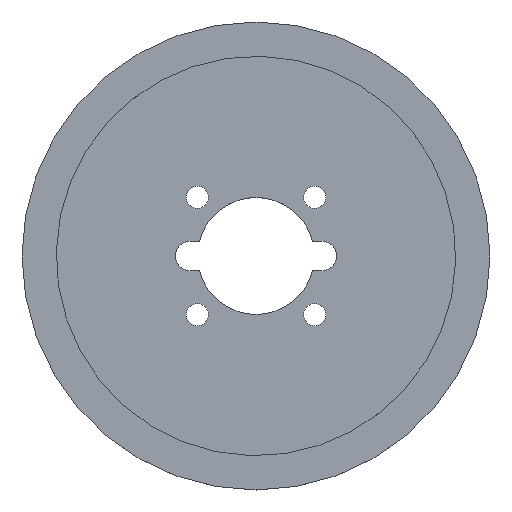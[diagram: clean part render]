
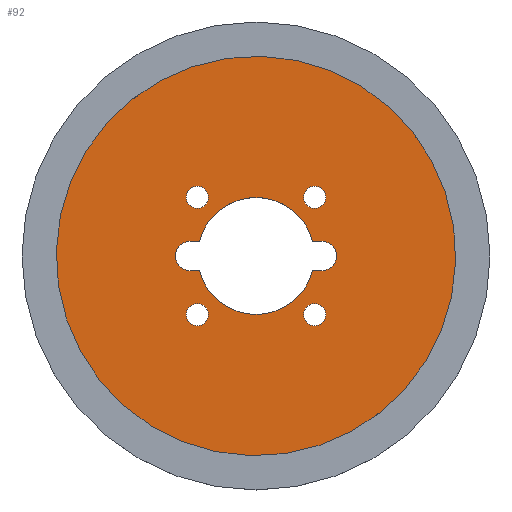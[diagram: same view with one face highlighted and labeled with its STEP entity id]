
A CAD part, top view. The second image highlights one B-rep face of the part: STEP entity #92.
In plain terms, the highlighted planar face has unit normal (0, 0, 1).
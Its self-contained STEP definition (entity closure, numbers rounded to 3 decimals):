
#51=PLANE('',#421);
#62=LINE('',#603,#78);
#63=LINE('',#608,#79);
#64=LINE('',#612,#80);
#65=LINE('',#616,#81);
#78=VECTOR('',#490,1.);
#79=VECTOR('',#493,1.);
#80=VECTOR('',#496,1.);
#81=VECTOR('',#499,1.);
#92=ADVANCED_FACE('',(#131,#132,#133,#134,#135,#136),#51,.F.);
#131=FACE_BOUND('',#165,.T.);
#132=FACE_BOUND('',#166,.T.);
#133=FACE_BOUND('',#167,.T.);
#134=FACE_BOUND('',#168,.T.);
#135=FACE_BOUND('',#169,.T.);
#136=FACE_BOUND('',#170,.T.);
#165=EDGE_LOOP('',(#214));
#166=EDGE_LOOP('',(#215));
#167=EDGE_LOOP('',(#216));
#168=EDGE_LOOP('',(#217));
#169=EDGE_LOOP('',(#218));
#170=EDGE_LOOP('',(#219,#220,#221,#222,#223,#224,#225,#226));
#214=ORIENTED_EDGE('',*,*,#312,.F.);
#215=ORIENTED_EDGE('',*,*,#325,.T.);
#216=ORIENTED_EDGE('',*,*,#326,.T.);
#217=ORIENTED_EDGE('',*,*,#327,.T.);
#218=ORIENTED_EDGE('',*,*,#328,.T.);
#219=ORIENTED_EDGE('',*,*,#329,.F.);
#220=ORIENTED_EDGE('',*,*,#330,.T.);
#221=ORIENTED_EDGE('',*,*,#331,.F.);
#222=ORIENTED_EDGE('',*,*,#332,.T.);
#223=ORIENTED_EDGE('',*,*,#333,.T.);
#224=ORIENTED_EDGE('',*,*,#334,.T.);
#225=ORIENTED_EDGE('',*,*,#335,.F.);
#226=ORIENTED_EDGE('',*,*,#336,.T.);
#280=VERTEX_POINT('',#568);
#293=VERTEX_POINT('',#596);
#294=VERTEX_POINT('',#598);
#295=VERTEX_POINT('',#600);
#296=VERTEX_POINT('',#602);
#297=VERTEX_POINT('',#604);
#298=VERTEX_POINT('',#605);
#299=VERTEX_POINT('',#607);
#300=VERTEX_POINT('',#609);
#301=VERTEX_POINT('',#611);
#302=VERTEX_POINT('',#613);
#303=VERTEX_POINT('',#615);
#304=VERTEX_POINT('',#617);
#312=EDGE_CURVE('',#280,#280,#352,.T.);
#325=EDGE_CURVE('',#293,#293,#361,.T.);
#326=EDGE_CURVE('',#294,#294,#362,.T.);
#327=EDGE_CURVE('',#295,#295,#363,.T.);
#328=EDGE_CURVE('',#296,#296,#364,.T.);
#329=EDGE_CURVE('',#297,#298,#62,.T.);
#330=EDGE_CURVE('',#297,#299,#365,.T.);
#331=EDGE_CURVE('',#300,#299,#63,.T.);
#332=EDGE_CURVE('',#300,#301,#366,.T.);
#333=EDGE_CURVE('',#301,#302,#64,.T.);
#334=EDGE_CURVE('',#302,#303,#367,.T.);
#335=EDGE_CURVE('',#304,#303,#65,.T.);
#336=EDGE_CURVE('',#304,#298,#368,.T.);
#352=CIRCLE('',#402,62.3);
#361=CIRCLE('',#413,3.);
#362=CIRCLE('',#414,3.);
#363=CIRCLE('',#415,3.);
#364=CIRCLE('',#416,3.);
#365=CIRCLE('',#417,3.963);
#366=CIRCLE('',#418,15.881);
#367=CIRCLE('',#419,3.963);
#368=CIRCLE('',#420,15.881);
#402=AXIS2_PLACEMENT_3D('',#567,#456,#457);
#413=AXIS2_PLACEMENT_3D('',#595,#482,#483);
#414=AXIS2_PLACEMENT_3D('',#597,#484,#485);
#415=AXIS2_PLACEMENT_3D('',#599,#486,#487);
#416=AXIS2_PLACEMENT_3D('',#601,#488,#489);
#417=AXIS2_PLACEMENT_3D('',#606,#491,#492);
#418=AXIS2_PLACEMENT_3D('',#610,#494,#495);
#419=AXIS2_PLACEMENT_3D('',#614,#497,#498);
#420=AXIS2_PLACEMENT_3D('',#618,#500,#501);
#421=AXIS2_PLACEMENT_3D('',#619,#502,#503);
#456=DIRECTION('',(0.,0.,-1.));
#457=DIRECTION('',(-1.,0.,0.));
#482=DIRECTION('',(0.,0.,-1.));
#483=DIRECTION('',(0.,-1.,0.));
#484=DIRECTION('',(0.,0.,-1.));
#485=DIRECTION('',(0.,-1.,0.));
#486=DIRECTION('',(0.,0.,-1.));
#487=DIRECTION('',(0.,-1.,0.));
#488=DIRECTION('',(0.,0.,-1.));
#489=DIRECTION('',(0.,-1.,0.));
#490=DIRECTION('',(-1.,0.,0.));
#491=DIRECTION('',(0.,0.,-1.));
#492=DIRECTION('',(0.,-1.,0.));
#493=DIRECTION('',(1.,0.,0.));
#494=DIRECTION('',(0.,0.,-1.));
#495=DIRECTION('',(0.,-1.,0.));
#496=DIRECTION('',(-1.,0.,0.));
#497=DIRECTION('',(0.,0.,-1.));
#498=DIRECTION('',(0.,-1.,0.));
#499=DIRECTION('',(-1.,0.,0.));
#500=DIRECTION('',(0.,0.,-1.));
#501=DIRECTION('',(0.,-1.,0.));
#502=DIRECTION('',(0.,0.,-1.));
#503=DIRECTION('',(0.,-1.,0.));
#567=CARTESIAN_POINT('',(0.,0.,0.));
#568=CARTESIAN_POINT('',(-62.3,0.,0.));
#595=CARTESIAN_POINT('',(15.91,15.91,0.));
#596=CARTESIAN_POINT('',(15.91,12.91,0.));
#597=CARTESIAN_POINT('',(-15.91,15.91,0.));
#598=CARTESIAN_POINT('',(-15.91,12.91,0.));
#599=CARTESIAN_POINT('',(-15.91,-15.91,0.));
#600=CARTESIAN_POINT('',(-15.91,-18.91,0.));
#601=CARTESIAN_POINT('',(15.91,-15.91,0.));
#602=CARTESIAN_POINT('',(15.91,-18.91,0.));
#603=CARTESIAN_POINT('',(0.,3.962,0.));
#604=CARTESIAN_POINT('',(17.906,3.963,0.));
#605=CARTESIAN_POINT('',(15.379,3.962,0.));
#606=CARTESIAN_POINT('',(17.906,0.,0.));
#607=CARTESIAN_POINT('',(17.906,-3.963,0.));
#608=CARTESIAN_POINT('',(0.,-3.963,0.));
#609=CARTESIAN_POINT('',(15.379,-3.962,0.));
#610=CARTESIAN_POINT('',(0.,0.,0.));
#611=CARTESIAN_POINT('',(-15.379,-3.963,0.));
#612=CARTESIAN_POINT('',(0.,-3.963,0.));
#613=CARTESIAN_POINT('',(-17.906,-3.963,0.));
#614=CARTESIAN_POINT('',(-17.906,0.,0.));
#615=CARTESIAN_POINT('',(-17.906,3.963,0.));
#616=CARTESIAN_POINT('',(0.,3.963,0.));
#617=CARTESIAN_POINT('',(-15.379,3.962,0.));
#618=CARTESIAN_POINT('',(0.,0.,0.));
#619=CARTESIAN_POINT('',(0.,0.,0.));
